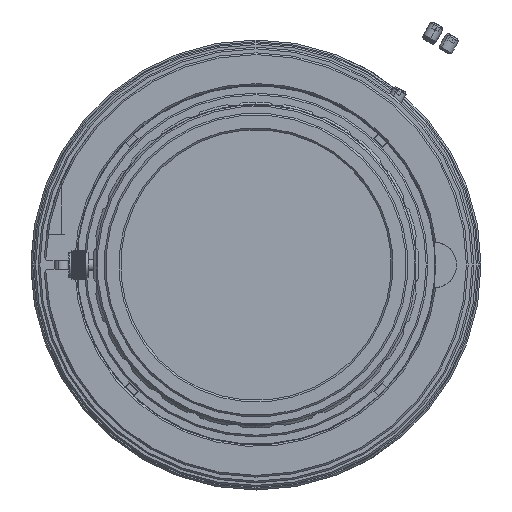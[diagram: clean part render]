
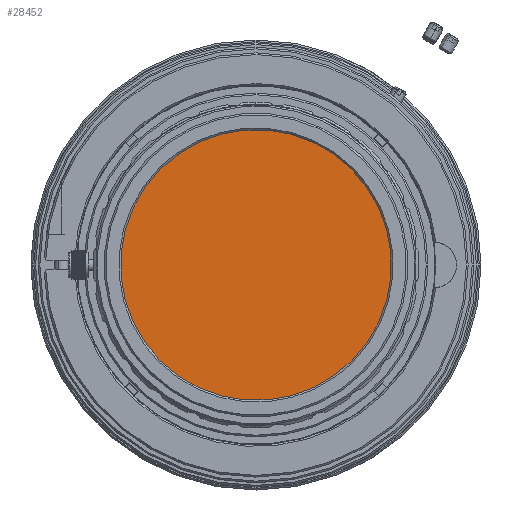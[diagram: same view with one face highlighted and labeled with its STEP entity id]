
A CAD part, left-side view. The second image highlights one B-rep face of the part: STEP entity #28452.
In plain terms, the highlighted planar face has unit normal (-1, 0, 0).
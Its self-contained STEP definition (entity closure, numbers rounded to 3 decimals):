
#2300 = PLANE ( 'NONE',  #15022 ) ;
#5140 = EDGE_CURVE ( 'NONE', #7100, #56149, #57403, .T. ) ;
#5898 = AXIS2_PLACEMENT_3D ( 'NONE', #40496, #50861, #61933 ) ;
#7100 = VERTEX_POINT ( 'NONE', #8065 ) ;
#8065 = CARTESIAN_POINT ( 'NONE',  ( 0., 0., 24.7 ) ) ;
#12253 = DIRECTION ( 'NONE',  ( 0., 0., -1. ) ) ;
#15022 = AXIS2_PLACEMENT_3D ( 'NONE', #58765, #63271, #12253 ) ;
#18722 = CARTESIAN_POINT ( 'NONE',  ( 0., 0., 0. ) ) ;
#21481 = CARTESIAN_POINT ( 'NONE',  ( 0., 0., -24.7 ) ) ;
#22605 = AXIS2_PLACEMENT_3D ( 'NONE', #18722, #50300, #60729 ) ;
#26276 = ORIENTED_EDGE ( 'NONE', *, *, #67017, .T. ) ;
#28452 = ADVANCED_FACE ( 'NONE', ( #50961 ), #2300, .F. ) ;
#40496 = CARTESIAN_POINT ( 'NONE',  ( 0., 0., 0. ) ) ;
#42143 = EDGE_LOOP ( 'NONE', ( #26276, #63976 ) ) ;
#42555 = CIRCLE ( 'NONE', #5898, 24.7 ) ;
#50300 = DIRECTION ( 'NONE',  ( -1., 0., 0. ) ) ;
#50861 = DIRECTION ( 'NONE',  ( -1., 0., 0. ) ) ;
#50961 = FACE_OUTER_BOUND ( 'NONE', #42143, .T. ) ;
#56149 = VERTEX_POINT ( 'NONE', #21481 ) ;
#57403 = CIRCLE ( 'NONE', #22605, 24.7 ) ;
#58765 = CARTESIAN_POINT ( 'NONE',  ( 0., 0., 0. ) ) ;
#60729 = DIRECTION ( 'NONE',  ( 0., 0., -1. ) ) ;
#61933 = DIRECTION ( 'NONE',  ( 0., 0., -1. ) ) ;
#63271 = DIRECTION ( 'NONE',  ( 1., 0., 0. ) ) ;
#63976 = ORIENTED_EDGE ( 'NONE', *, *, #5140, .T. ) ;
#67017 = EDGE_CURVE ( 'NONE', #56149, #7100, #42555, .T. ) ;
